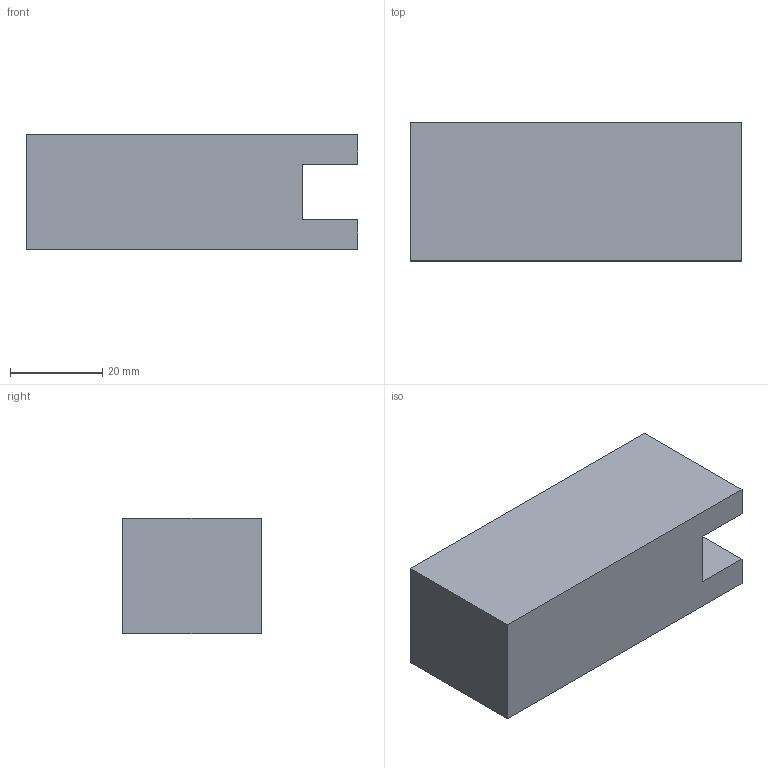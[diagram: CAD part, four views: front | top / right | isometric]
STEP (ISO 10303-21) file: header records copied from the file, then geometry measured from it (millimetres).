
FILE_DESCRIPTION((''),'2;1');
FILE_NAME('605P1.stp','2005-09-29T15:00:03',('CAD'),(''),'Autodesk Inventor 8','Autodesk Inventor 8','');
FILE_SCHEMA(('AUTOMOTIVE_DESIGN { 1 0 10303 214 1 1 1 1 }'));
Length unit declared in the file: millimetre
Products named in the file (1): 605-21E1
Bounding box: 72 x 30 x 25 mm (x, y, z)
Volume: 49680 mm3; surface area: 9852 mm2
Topology: 1 solids, 1 shells, 10 faces, 24 edges, 16 vertices
Faces by surface type: plane 10
Entity records: 311 total; most frequent: CARTESIAN_POINT 51, ORIENTED_EDGE 48, DIRECTION 46, VECTOR 24, LINE 24, EDGE_CURVE 24, VERTEX_POINT 16, AXIS2_PLACEMENT_3D 11
